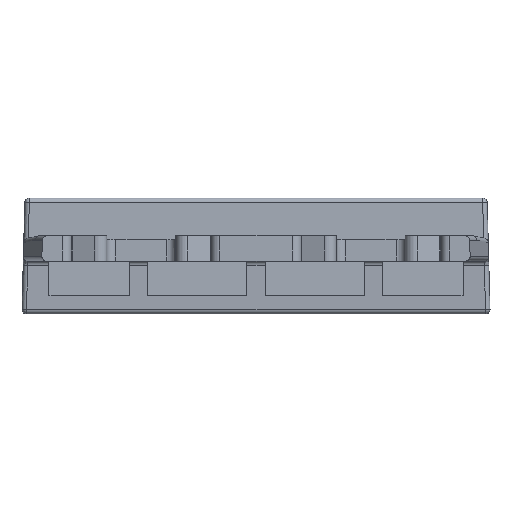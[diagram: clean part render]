
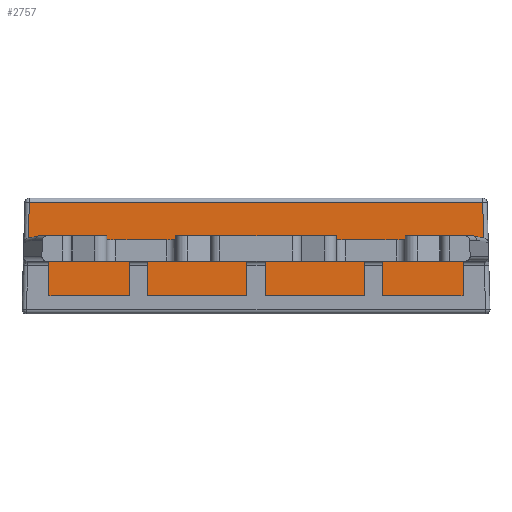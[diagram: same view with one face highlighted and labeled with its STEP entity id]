
A CAD part, front view. The second image highlights one B-rep face of the part: STEP entity #2757.
In plain terms, the highlighted planar face has unit normal (0, -1, 0.026).
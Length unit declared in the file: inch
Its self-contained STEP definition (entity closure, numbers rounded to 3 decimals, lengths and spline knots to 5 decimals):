
#43=PLANE('',#2999);
#122=LINE('',#4175,#403);
#125=LINE('',#4181,#406);
#126=LINE('',#4186,#407);
#131=LINE('',#4199,#412);
#135=LINE('',#4209,#416);
#140=LINE('',#4222,#421);
#148=LINE('',#4241,#429);
#149=LINE('',#4245,#430);
#154=LINE('',#4264,#435);
#159=LINE('',#4275,#440);
#174=LINE('',#4332,#455);
#175=LINE('',#4333,#456);
#176=LINE('',#4335,#457);
#177=LINE('',#4336,#458);
#178=LINE('',#4338,#459);
#179=LINE('',#4339,#460);
#180=LINE('',#4341,#461);
#181=LINE('',#4342,#462);
#182=LINE('',#4344,#463);
#183=LINE('',#4345,#464);
#403=VECTOR('',#3330,0.1219);
#406=VECTOR('',#3335,0.21654);
#407=VECTOR('',#3340,0.1219);
#412=VECTOR('',#3349,0.21654);
#416=VECTOR('',#3357,0.1219);
#421=VECTOR('',#3366,0.17535);
#429=VECTOR('',#3380,0.1219);
#430=VECTOR('',#3383,0.98761);
#435=VECTOR('',#3398,0.1219);
#440=VECTOR('',#3407,0.17535);
#455=VECTOR('',#3478,0.1219);
#456=VECTOR('',#3479,0.03937);
#457=VECTOR('',#3480,0.03937);
#458=VECTOR('',#3481,0.1219);
#459=VECTOR('',#3482,0.03937);
#460=VECTOR('',#3483,0.1219);
#461=VECTOR('',#3484,0.04499);
#462=VECTOR('',#3485,0.08151);
#463=VECTOR('',#3486,0.08151);
#464=VECTOR('',#3487,0.04499);
#785=FACE_OUTER_BOUND('',#938,.T.);
#938=EDGE_LOOP('',(#2046,#2047,#2048,#2049,#2050,#2051,#2052,#2053,#2054,
#2055,#2056,#2057,#2058,#2059,#2060,#2061,#2062,#2063,#2064,#2065));
#1213=VERTEX_POINT('',#4160);
#1220=VERTEX_POINT('',#4173);
#1222=VERTEX_POINT('',#4179);
#1224=VERTEX_POINT('',#4184);
#1229=VERTEX_POINT('',#4197);
#1230=VERTEX_POINT('',#4198);
#1234=VERTEX_POINT('',#4207);
#1239=VERTEX_POINT('',#4220);
#1240=VERTEX_POINT('',#4221);
#1248=VERTEX_POINT('',#4239);
#1249=VERTEX_POINT('',#4243);
#1250=VERTEX_POINT('',#4244);
#1258=VERTEX_POINT('',#4261);
#1259=VERTEX_POINT('',#4263);
#1263=VERTEX_POINT('',#4273);
#1277=VERTEX_POINT('',#4331);
#1278=VERTEX_POINT('',#4334);
#1279=VERTEX_POINT('',#4337);
#1280=VERTEX_POINT('',#4340);
#1281=VERTEX_POINT('',#4343);
#1499=EDGE_CURVE('',#1213,#1220,#122,.T.);
#1502=EDGE_CURVE('',#1220,#1222,#125,.T.);
#1504=EDGE_CURVE('',#1222,#1224,#126,.T.);
#1510=EDGE_CURVE('',#1229,#1230,#131,.T.);
#1515=EDGE_CURVE('',#1230,#1234,#135,.T.);
#1521=EDGE_CURVE('',#1239,#1240,#140,.T.);
#1531=EDGE_CURVE('',#1240,#1248,#148,.T.);
#1532=EDGE_CURVE('',#1249,#1250,#149,.T.);
#1541=EDGE_CURVE('',#1259,#1258,#154,.T.);
#1547=EDGE_CURVE('',#1258,#1263,#159,.T.);
#1578=EDGE_CURVE('',#1277,#1263,#174,.T.);
#1579=EDGE_CURVE('',#1277,#1213,#175,.T.);
#1580=EDGE_CURVE('',#1224,#1278,#176,.T.);
#1581=EDGE_CURVE('',#1229,#1278,#177,.T.);
#1582=EDGE_CURVE('',#1234,#1279,#178,.T.);
#1583=EDGE_CURVE('',#1239,#1279,#179,.T.);
#1584=EDGE_CURVE('',#1248,#1280,#180,.T.);
#1585=EDGE_CURVE('',#1249,#1280,#181,.T.);
#1586=EDGE_CURVE('',#1281,#1250,#182,.T.);
#1587=EDGE_CURVE('',#1281,#1259,#183,.T.);
#2046=ORIENTED_EDGE('',*,*,#1578,.F.);
#2047=ORIENTED_EDGE('',*,*,#1579,.T.);
#2048=ORIENTED_EDGE('',*,*,#1499,.T.);
#2049=ORIENTED_EDGE('',*,*,#1502,.T.);
#2050=ORIENTED_EDGE('',*,*,#1504,.T.);
#2051=ORIENTED_EDGE('',*,*,#1580,.T.);
#2052=ORIENTED_EDGE('',*,*,#1581,.F.);
#2053=ORIENTED_EDGE('',*,*,#1510,.T.);
#2054=ORIENTED_EDGE('',*,*,#1515,.T.);
#2055=ORIENTED_EDGE('',*,*,#1582,.T.);
#2056=ORIENTED_EDGE('',*,*,#1583,.F.);
#2057=ORIENTED_EDGE('',*,*,#1521,.T.);
#2058=ORIENTED_EDGE('',*,*,#1531,.T.);
#2059=ORIENTED_EDGE('',*,*,#1584,.T.);
#2060=ORIENTED_EDGE('',*,*,#1585,.F.);
#2061=ORIENTED_EDGE('',*,*,#1532,.T.);
#2062=ORIENTED_EDGE('',*,*,#1586,.F.);
#2063=ORIENTED_EDGE('',*,*,#1587,.T.);
#2064=ORIENTED_EDGE('',*,*,#1541,.T.);
#2065=ORIENTED_EDGE('',*,*,#1547,.T.);
#2757=ADVANCED_FACE('',(#785),#43,.T.);
#2999=AXIS2_PLACEMENT_3D('',#4330,#3476,#3477);
#3330=DIRECTION('',(0.,-0.026,-1.));
#3335=DIRECTION('',(1.,0.,0.));
#3340=DIRECTION('',(0.,0.026,1.));
#3349=DIRECTION('',(1.,0.,0.));
#3357=DIRECTION('',(0.,0.026,1.));
#3366=DIRECTION('',(1.,0.,0.));
#3380=DIRECTION('',(0.,0.026,1.));
#3383=DIRECTION('',(-1.,0.,0.));
#3398=DIRECTION('',(0.,-0.026,-1.));
#3407=DIRECTION('',(1.,0.,0.));
#3476=DIRECTION('center_axis',(0.,-1.,0.026));
#3477=DIRECTION('ref_axis',(0.,-0.026,-1.));
#3478=DIRECTION('',(0.,-0.026,-1.));
#3479=DIRECTION('',(1.,0.,0.));
#3480=DIRECTION('',(1.,0.,0.));
#3481=DIRECTION('',(0.,0.026,1.));
#3482=DIRECTION('',(1.,0.,0.));
#3483=DIRECTION('',(0.,0.026,1.));
#3484=DIRECTION('',(1.,0.,0.));
#3485=DIRECTION('',(0.026,-0.026,-0.999));
#3486=DIRECTION('',(0.026,0.026,0.999));
#3487=DIRECTION('',(1.,0.,0.));
#4160=CARTESIAN_POINT('',(-0.48622,0.04256,0.16123));
#4173=CARTESIAN_POINT('',(-0.48622,0.03937,0.03937));
#4175=CARTESIAN_POINT('',(-0.48622,0.04256,0.16123));
#4179=CARTESIAN_POINT('',(-0.26969,0.03937,0.03937));
#4181=CARTESIAN_POINT('',(-0.48622,0.03937,0.03937));
#4184=CARTESIAN_POINT('',(-0.26969,0.04256,0.16123));
#4186=CARTESIAN_POINT('',(-0.26969,0.03937,0.03937));
#4197=CARTESIAN_POINT('',(-0.23031,0.03937,0.03937));
#4198=CARTESIAN_POINT('',(-0.01378,0.03937,0.03937));
#4199=CARTESIAN_POINT('',(-0.23031,0.03937,0.03937));
#4207=CARTESIAN_POINT('',(-0.01378,0.04256,0.16123));
#4209=CARTESIAN_POINT('',(-0.01378,0.03937,0.03937));
#4220=CARTESIAN_POINT('',(0.02559,0.03937,0.03937));
#4221=CARTESIAN_POINT('',(0.20094,0.03937,0.03937));
#4222=CARTESIAN_POINT('',(0.02559,0.03937,0.03937));
#4239=CARTESIAN_POINT('',(0.20094,0.04256,0.16123));
#4241=CARTESIAN_POINT('',(0.20094,0.03937,0.03937));
#4243=CARTESIAN_POINT('',(0.24381,0.04469,0.24269));
#4244=CARTESIAN_POINT('',(-0.74381,0.04469,0.24269));
#4245=CARTESIAN_POINT('',(0.24381,0.04469,0.24269));
#4261=CARTESIAN_POINT('',(-0.70094,0.03937,0.03937));
#4263=CARTESIAN_POINT('',(-0.70094,0.04256,0.16123));
#4264=CARTESIAN_POINT('',(-0.70094,0.04256,0.16123));
#4273=CARTESIAN_POINT('',(-0.52559,0.03937,0.03937));
#4275=CARTESIAN_POINT('',(-0.70094,0.03937,0.03937));
#4330=CARTESIAN_POINT('Origin',(-1.17629,0.03937,0.03937));
#4331=CARTESIAN_POINT('',(-0.52559,0.04256,0.16123));
#4332=CARTESIAN_POINT('',(-0.52559,0.04256,0.16123));
#4333=CARTESIAN_POINT('',(-0.52559,0.04256,0.16123));
#4334=CARTESIAN_POINT('',(-0.23031,0.04256,0.16123));
#4335=CARTESIAN_POINT('',(-0.26969,0.04256,0.16123));
#4336=CARTESIAN_POINT('',(-0.23031,0.03937,0.03937));
#4337=CARTESIAN_POINT('',(0.02559,0.04256,0.16123));
#4338=CARTESIAN_POINT('',(-0.01378,0.04256,0.16123));
#4339=CARTESIAN_POINT('',(0.02559,0.03937,0.03937));
#4340=CARTESIAN_POINT('',(0.24594,0.04256,0.16123));
#4341=CARTESIAN_POINT('',(0.20094,0.04256,0.16123));
#4342=CARTESIAN_POINT('',(0.24381,0.04469,0.24269));
#4343=CARTESIAN_POINT('',(-0.74594,0.04256,0.16123));
#4344=CARTESIAN_POINT('',(-0.74594,0.04256,0.16123));
#4345=CARTESIAN_POINT('',(-0.74594,0.04256,0.16123));
